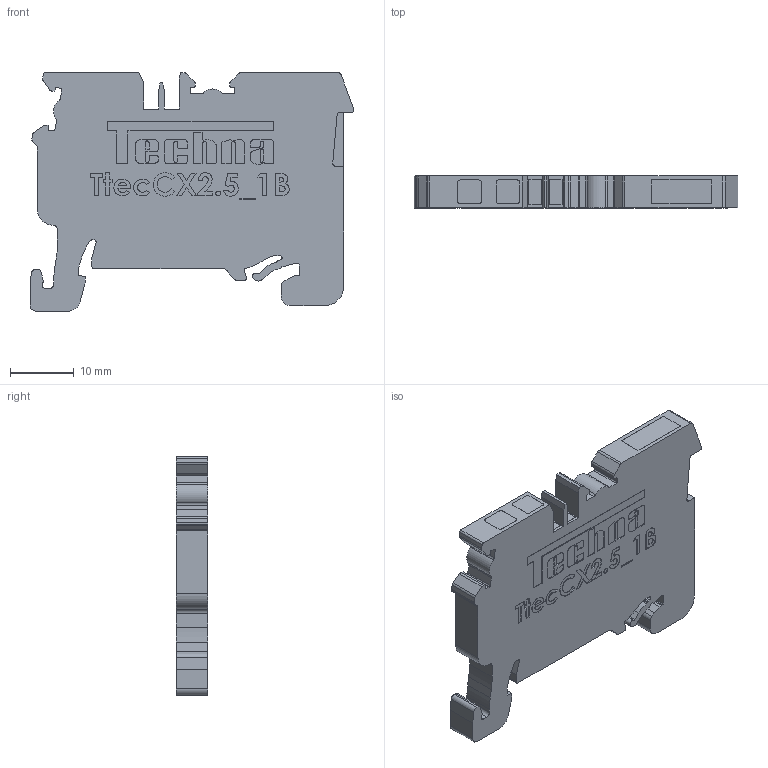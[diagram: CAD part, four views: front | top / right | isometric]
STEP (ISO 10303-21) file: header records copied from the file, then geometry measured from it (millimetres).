
FILE_DESCRIPTION (( 'STEP AP214' ), '1' );
FILE_NAME ('TtecCX2.5_1B.STEP', '2020-07-21T09:21:04', ( '' ), ( '' ), 'SwSTEP 2.0', 'SolidWorks 2020', '' );
FILE_SCHEMA (( 'AUTOMOTIVE_DESIGN' ));
Length unit declared in the file: millimetre
Products named in the file (1): TtecCX2.5_1B
Bounding box: 50.77 x 5 x 37.4 mm (x, y, z)
Volume: 7310.4 mm3; surface area: 4303.6 mm2
Topology: 1 solids, 1 shells, 737 faces, 2052 edges, 1368 vertices
Faces by surface type: plane 424, cylinder 209, bspline 104
Entity records: 35015 total; most frequent: CARTESIAN_POINT 10502, ORIENTED_EDGE 4104, DIRECTION 3530, EDGE_CURVE 2052, VECTOR 1426, LINE 1426, VERTEX_POINT 1368, AXIS2_PLACEMENT_3D 1052
